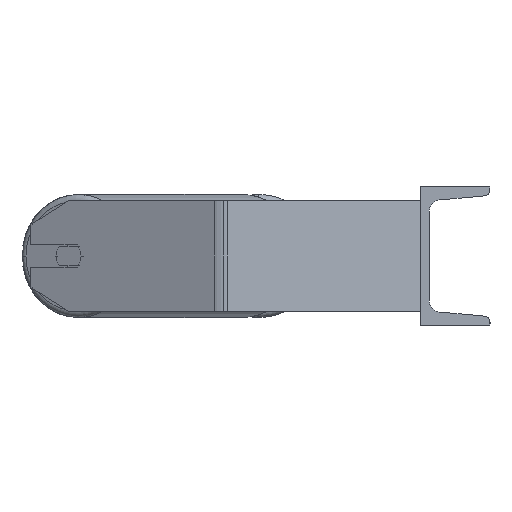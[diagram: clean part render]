
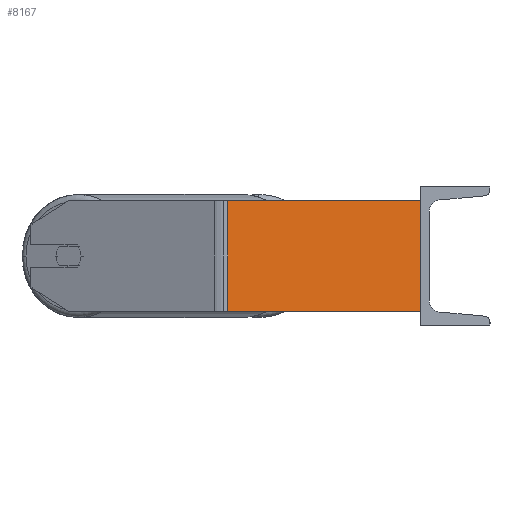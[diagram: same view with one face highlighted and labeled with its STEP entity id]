
A CAD part, left-side view. The second image highlights one B-rep face of the part: STEP entity #8167.
In plain terms, the highlighted planar face has unit normal (-0.985, -0.174, 0).
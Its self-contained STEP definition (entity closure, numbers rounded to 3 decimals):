
#29 = EDGE_CURVE ( 'NONE', #6081, #2777, #1081, .T. ) ;
#67 = EDGE_LOOP ( 'NONE', ( #3994, #1505, #2361, #5047 ) ) ;
#193 = EDGE_CURVE ( 'NONE', #6521, #7385, #5331, .T. ) ;
#601 = CARTESIAN_POINT ( 'NONE',  ( -509.606, 139.549, 40. ) ) ;
#952 = CARTESIAN_POINT ( 'NONE',  ( -509.606, 139.549, -40. ) ) ;
#1081 = LINE ( 'NONE', #4538, #8688 ) ;
#1182 = FACE_OUTER_BOUND ( 'NONE', #67, .T. ) ;
#1251 = LINE ( 'NONE', #601, #5088 ) ;
#1437 = DIRECTION ( 'NONE',  ( 0., 0., -1. ) ) ;
#1505 = ORIENTED_EDGE ( 'NONE', *, *, #6930, .F. ) ;
#1661 = DIRECTION ( 'NONE',  ( 0.985, 0.174, 0. ) ) ;
#1864 = AXIS2_PLACEMENT_3D ( 'NONE', #3980, #1661, #8048 ) ;
#2350 = PLANE ( 'NONE',  #1864 ) ;
#2361 = ORIENTED_EDGE ( 'NONE', *, *, #193, .F. ) ;
#2777 = VERTEX_POINT ( 'NONE', #8130 ) ;
#3149 = DIRECTION ( 'NONE',  ( 0., 0., -1. ) ) ;
#3642 = CARTESIAN_POINT ( 'NONE',  ( -485., 0., 40. ) ) ;
#3905 = VECTOR ( 'NONE', #3149, 1000. ) ;
#3980 = CARTESIAN_POINT ( 'NONE',  ( -510.482, 144.517, 40. ) ) ;
#3994 = ORIENTED_EDGE ( 'NONE', *, *, #29, .T. ) ;
#4486 = DIRECTION ( 'NONE',  ( 0.174, -0.985, 0. ) ) ;
#4538 = CARTESIAN_POINT ( 'NONE',  ( -510.482, 144.517, -40. ) ) ;
#4639 = VECTOR ( 'NONE', #6203, 1000. ) ;
#4704 = EDGE_CURVE ( 'NONE', #6521, #6081, #1251, .T. ) ;
#5047 = ORIENTED_EDGE ( 'NONE', *, *, #4704, .T. ) ;
#5088 = VECTOR ( 'NONE', #1437, 1000. ) ;
#5331 = LINE ( 'NONE', #8148, #4639 ) ;
#5870 = LINE ( 'NONE', #6696, #3905 ) ;
#6081 = VERTEX_POINT ( 'NONE', #952 ) ;
#6203 = DIRECTION ( 'NONE',  ( 0.174, -0.985, 0. ) ) ;
#6432 = CARTESIAN_POINT ( 'NONE',  ( -509.606, 139.549, 40. ) ) ;
#6521 = VERTEX_POINT ( 'NONE', #6432 ) ;
#6696 = CARTESIAN_POINT ( 'NONE',  ( -485., 0., 40. ) ) ;
#6930 = EDGE_CURVE ( 'NONE', #7385, #2777, #5870, .T. ) ;
#7385 = VERTEX_POINT ( 'NONE', #3642 ) ;
#8048 = DIRECTION ( 'NONE',  ( -0.174, 0.985, 0. ) ) ;
#8130 = CARTESIAN_POINT ( 'NONE',  ( -485., 0., -40. ) ) ;
#8148 = CARTESIAN_POINT ( 'NONE',  ( -510.482, 144.517, 40. ) ) ;
#8167 = ADVANCED_FACE ( 'NONE', ( #1182 ), #2350, .F. ) ;
#8688 = VECTOR ( 'NONE', #4486, 1000. ) ;
